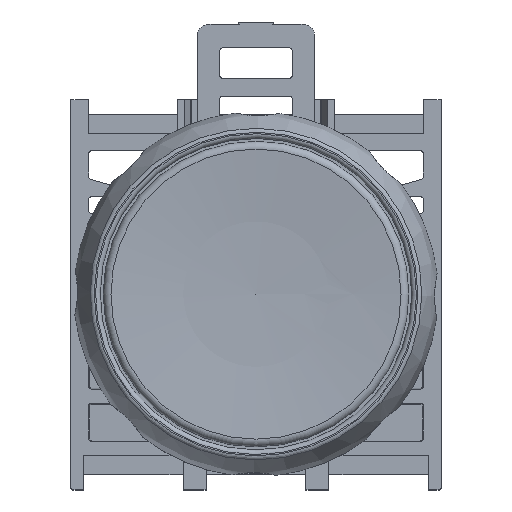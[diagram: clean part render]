
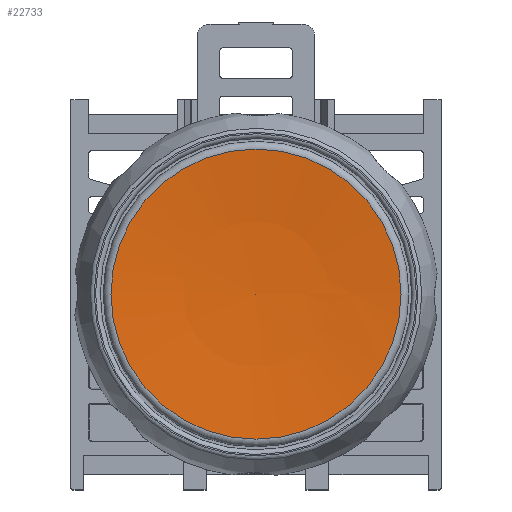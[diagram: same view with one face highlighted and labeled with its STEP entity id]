
A CAD part, top view. The second image highlights one B-rep face of the part: STEP entity #22733.
In plain terms, the highlighted spherical face has radius 121.064 mm.
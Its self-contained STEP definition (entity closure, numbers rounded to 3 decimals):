
#13=SPHERICAL_SURFACE('',#24261,121.064);
#1850=FACE_OUTER_BOUND('',#3087,.T.);
#3087=EDGE_LOOP('',(#17737,#17738,#17739,#17740,#17741));
#3935=CIRCLE('',#24257,12.339);
#3936=CIRCLE('',#24258,12.339);
#3937=CIRCLE('',#24259,12.339);
#3939=CIRCLE('',#24262,121.064);
#10068=VERTEX_POINT('',#37609);
#10069=VERTEX_POINT('',#37611);
#10070=VERTEX_POINT('',#37613);
#10071=VERTEX_POINT('',#37618);
#12769=EDGE_CURVE('',#10068,#10069,#3935,.T.);
#12770=EDGE_CURVE('',#10069,#10070,#3936,.T.);
#12771=EDGE_CURVE('',#10070,#10068,#3937,.T.);
#12773=EDGE_CURVE('',#10071,#10070,#3939,.T.);
#17737=ORIENTED_EDGE('',*,*,#12770,.F.);
#17738=ORIENTED_EDGE('',*,*,#12769,.F.);
#17739=ORIENTED_EDGE('',*,*,#12771,.F.);
#17740=ORIENTED_EDGE('',*,*,#12773,.F.);
#17741=ORIENTED_EDGE('',*,*,#12773,.T.);
#22733=ADVANCED_FACE('',(#1850),#13,.F.);
#24257=AXIS2_PLACEMENT_3D('',#37612,#28574,#28575);
#24258=AXIS2_PLACEMENT_3D('',#37614,#28576,#28577);
#24259=AXIS2_PLACEMENT_3D('',#37615,#28578,#28579);
#24261=AXIS2_PLACEMENT_3D('',#37617,#28582,#28583);
#24262=AXIS2_PLACEMENT_3D('',#37619,#28584,#28585);
#28574=DIRECTION('center_axis',(0.,0.,
-1.));
#28575=DIRECTION('ref_axis',(0.,-1.,0.));
#28576=DIRECTION('center_axis',(0.,0.,
-1.));
#28577=DIRECTION('ref_axis',(0.,-1.,0.));
#28578=DIRECTION('center_axis',(0.,0.,
-1.));
#28579=DIRECTION('ref_axis',(0.,-1.,0.));
#28582=DIRECTION('center_axis',(0.,0.,
1.));
#28583=DIRECTION('ref_axis',(-1.,0.,0.));
#28584=DIRECTION('center_axis',(0.,-1.,0.));
#28585=DIRECTION('ref_axis',(1.,0.,0.));
#37609=CARTESIAN_POINT('',(-12.339,0.,12.663));
#37611=CARTESIAN_POINT('',(0.,12.339,12.663));
#37612=CARTESIAN_POINT('Origin',(0.,0.,
12.663));
#37613=CARTESIAN_POINT('',(12.339,0.,12.663));
#37614=CARTESIAN_POINT('Origin',(0.,0.,
12.663));
#37615=CARTESIAN_POINT('Origin',(0.,0.,
12.663));
#37617=CARTESIAN_POINT('Origin',(0.,0.,
133.097));
#37618=CARTESIAN_POINT('',(0.,0.,
12.032));
#37619=CARTESIAN_POINT('Origin',(0.,0.,
133.097));
